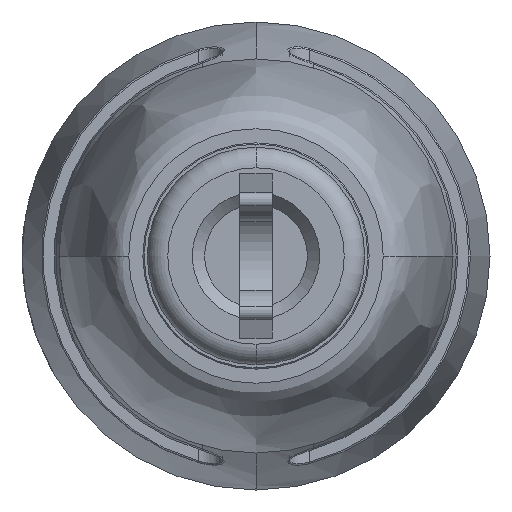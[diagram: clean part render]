
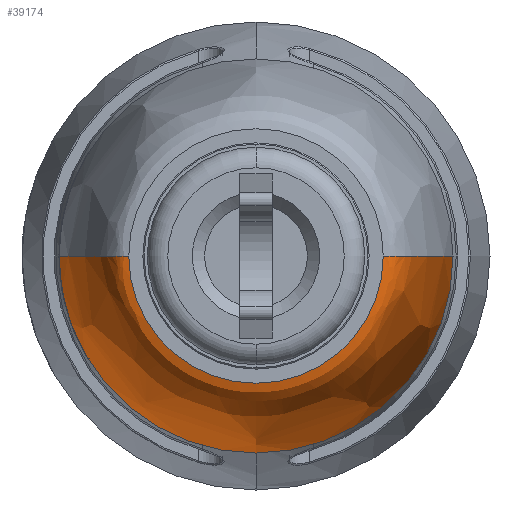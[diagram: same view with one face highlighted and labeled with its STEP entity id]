
A CAD part, left-side view. The second image highlights one B-rep face of the part: STEP entity #39174.
In plain terms, the highlighted free-form (B-spline) face has degree [3, 3] with [6, 4] control points.
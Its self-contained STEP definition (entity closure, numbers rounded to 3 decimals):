
#643 = CARTESIAN_POINT ( 'NONE',  ( 13.822, 4.8, 0. ) ) ;
#737 = CARTESIAN_POINT ( 'NONE',  ( 13.398, 4.8, 0. ) ) ;
#888 = CARTESIAN_POINT ( 'NONE',  ( 4.822, 3.71, -7.421 ) ) ;
#890 = CARTESIAN_POINT ( 'NONE',  ( 4.822, 3.1, 0. ) ) ;
#911 = CARTESIAN_POINT ( 'NONE',  ( 13.822, 0., 0. ) ) ;
#978 = AXIS2_PLACEMENT_3D ( 'NONE', #911, #23747, #4162 ) ;
#1496 = ORIENTED_EDGE ( 'NONE', *, *, #28818, .T. ) ;
#1642 = AXIS2_PLACEMENT_3D ( 'NONE', #27083, #7513, #30373 ) ;
#2053 = VERTEX_POINT ( 'NONE', #6196 ) ;
#2259 = CARTESIAN_POINT ( 'NONE',  ( 4.822, -3.1, 0. ) ) ;
#3485 = ORIENTED_EDGE ( 'NONE', *, *, #39664, .T. ) ;
#3860 = CARTESIAN_POINT ( 'NONE',  ( 13.822, 4.8, 0. ) ) ;
#3912 = CARTESIAN_POINT ( 'NONE',  ( 10.153, 4.759, 0. ) ) ;
#3995 = CARTESIAN_POINT ( 'NONE',  ( 13.398, -4.8, -9.6 ) ) ;
#4070 = EDGE_LOOP ( 'NONE', ( #3485, #1496, #20013, #36275, #6154 ) ) ;
#4127 = CARTESIAN_POINT ( 'NONE',  ( 4.822, -3.71, 0. ) ) ;
#4162 = DIRECTION ( 'NONE',  ( 0., 0., 1. ) ) ;
#4344 = EDGE_CURVE ( 'NONE', #6687, #16400, #11518, .T. ) ;
#6154 = ORIENTED_EDGE ( 'NONE', *, *, #4344, .T. ) ;
#6196 = CARTESIAN_POINT ( 'NONE',  ( 13.822, -4.8, 0. ) ) ;
#6687 = VERTEX_POINT ( 'NONE', #3860 ) ;
#7168 = CARTESIAN_POINT ( 'NONE',  ( 4.822, 3.71, 0. ) ) ;
#7258 = CARTESIAN_POINT ( 'NONE',  ( 10.153, 4.759, 0. ) ) ;
#7400 = CARTESIAN_POINT ( 'NONE',  ( 4.822, 3.1, -6.2 ) ) ;
#7513 = DIRECTION ( 'NONE',  ( -1., 0., 0. ) ) ;
#8707 = VERTEX_POINT ( 'NONE', #890 ) ;
#10473 = CARTESIAN_POINT ( 'NONE',  ( 13.822, 0., -4.8 ) ) ;
#10552 = EDGE_CURVE ( 'NONE', #8707, #27846, #30115, .T. ) ;
#10554 = CARTESIAN_POINT ( 'NONE',  ( 10.153, -4.759, -9.518 ) ) ;
#10690 = CARTESIAN_POINT ( 'NONE',  ( 4.822, -3.1, 0. ) ) ;
#11518 = CIRCLE ( 'NONE', #978, 4.8 ) ;
#11867 = CARTESIAN_POINT ( 'NONE',  ( 13.398, -4.8, 0. ) ) ;
#13861 = CARTESIAN_POINT ( 'NONE',  ( 6.753, 4.294, 0. ) ) ;
#16371 = CARTESIAN_POINT ( 'NONE',  ( 4.822, 0., 0. ) ) ;
#16400 = VERTEX_POINT ( 'NONE', #10473 ) ;
#17008 = CARTESIAN_POINT ( 'NONE',  ( 13.822, 4.8, -9.6 ) ) ;
#17153 = CARTESIAN_POINT ( 'NONE',  ( 6.753, -4.294, -8.588 ) ) ;
#18582 = CARTESIAN_POINT ( 'NONE',  ( 10.153, -4.759, 0. ) ) ;
#19232 =( BOUNDED_SURFACE ( )  B_SPLINE_SURFACE ( 3, 3, ( 
 ( #20177, #17008, #39820, #20326 ),
 ( #737, #23582, #3995, #26837 ),
 ( #7258, #30114, #10554, #33398 ),
 ( #13861, #36677, #17153, #39963 ),
 ( #20452, #888, #23725, #4127 ),
 ( #26981, #7400, #30256, #10690 ) ),
 .UNSPECIFIED., .F., .F., .T. ) 
 B_SPLINE_SURFACE_WITH_KNOTS ( ( 4, 1, 1, 4 ),
 ( 4, 4 ),
 ( 0., 0.429, 0.529, 1. ),
 ( 0., 1. ),
 .UNSPECIFIED. ) 
 GEOMETRIC_REPRESENTATION_ITEM ( )  RATIONAL_B_SPLINE_SURFACE ( (
 ( 1., 0.333, 0.333, 1.),
 ( 1., 0.333, 0.333, 1.),
 ( 1., 0.333, 0.333, 1.),
 ( 1., 0.333, 0.333, 1.),
 ( 1., 0.333, 0.333, 1.),
 ( 1., 0.333, 0.333, 1.) ) ) 
 REPRESENTATION_ITEM ( '' )  SURFACE ( )  );
#19664 = DIRECTION ( 'NONE',  ( 0., 0., 1. ) ) ;
#20013 = ORIENTED_EDGE ( 'NONE', *, *, #10552, .F. ) ;
#20177 = CARTESIAN_POINT ( 'NONE',  ( 13.822, 4.8, 0. ) ) ;
#20326 = CARTESIAN_POINT ( 'NONE',  ( 13.822, -4.8, 0. ) ) ;
#20452 = CARTESIAN_POINT ( 'NONE',  ( 4.822, 3.71, 0. ) ) ;
#21864 = CARTESIAN_POINT ( 'NONE',  ( 4.822, -3.71, 0. ) ) ;
#22689 = AXIS2_PLACEMENT_3D ( 'NONE', #16371, #39190, #19664 ) ;
#23582 = CARTESIAN_POINT ( 'NONE',  ( 13.398, 4.8, -9.6 ) ) ;
#23725 = CARTESIAN_POINT ( 'NONE',  ( 4.822, -3.71, -7.421 ) ) ;
#23747 = DIRECTION ( 'NONE',  ( -1., 0., 0. ) ) ;
#26744 = CARTESIAN_POINT ( 'NONE',  ( 6.753, 4.294, 0. ) ) ;
#26837 = CARTESIAN_POINT ( 'NONE',  ( 13.398, -4.8, 0. ) ) ;
#26981 = CARTESIAN_POINT ( 'NONE',  ( 4.822, 3.1, 0. ) ) ;
#27083 = CARTESIAN_POINT ( 'NONE',  ( 13.822, 0., 0. ) ) ;
#27112 = CIRCLE ( 'NONE', #1642, 4.8 ) ;
#27846 = VERTEX_POINT ( 'NONE', #36506 ) ;
#28818 = EDGE_CURVE ( 'NONE', #2053, #27846, #32809, .T. ) ;
#30023 = CARTESIAN_POINT ( 'NONE',  ( 4.822, 3.1, 0. ) ) ;
#30114 = CARTESIAN_POINT ( 'NONE',  ( 10.153, 4.759, -9.518 ) ) ;
#30115 = CIRCLE ( 'NONE', #22689, 3.1 ) ;
#30256 = CARTESIAN_POINT ( 'NONE',  ( 4.822, -3.1, -6.2 ) ) ;
#30373 = DIRECTION ( 'NONE',  ( 0., 0., 1. ) ) ;
#32809 = B_SPLINE_CURVE_WITH_KNOTS ( 'NONE', 3,
 ( #34832, #11867, #18582, #41370, #21864, #2259 ),
 .UNSPECIFIED., .F., .F.,
 ( 4, 1, 1, 4 ),
 ( 0., 0.429, 0.529, 1. ),
 .UNSPECIFIED. ) ;
#33159 = CARTESIAN_POINT ( 'NONE',  ( 13.398, 4.8, 0. ) ) ;
#33398 = CARTESIAN_POINT ( 'NONE',  ( 10.153, -4.759, 0. ) ) ;
#33924 = EDGE_CURVE ( 'NONE', #6687, #8707, #39145, .T. ) ;
#34832 = CARTESIAN_POINT ( 'NONE',  ( 13.822, -4.8, 0. ) ) ;
#35869 = FACE_OUTER_BOUND ( 'NONE', #4070, .T. ) ;
#36275 = ORIENTED_EDGE ( 'NONE', *, *, #33924, .F. ) ;
#36506 = CARTESIAN_POINT ( 'NONE',  ( 4.822, -3.1, 0. ) ) ;
#36677 = CARTESIAN_POINT ( 'NONE',  ( 6.753, 4.294, -8.588 ) ) ;
#39145 = B_SPLINE_CURVE_WITH_KNOTS ( 'NONE', 3,
 ( #643, #33159, #3912, #26744, #7168, #30023 ),
 .UNSPECIFIED., .F., .F.,
 ( 4, 1, 1, 4 ),
 ( 0., 0.429, 0.529, 1. ),
 .UNSPECIFIED. ) ;
#39174 = ADVANCED_FACE ( 'NONE', ( #35869 ), #19232, .F. ) ;
#39190 = DIRECTION ( 'NONE',  ( -1., 0., 0. ) ) ;
#39664 = EDGE_CURVE ( 'NONE', #16400, #2053, #27112, .T. ) ;
#39820 = CARTESIAN_POINT ( 'NONE',  ( 13.822, -4.8, -9.6 ) ) ;
#39963 = CARTESIAN_POINT ( 'NONE',  ( 6.753, -4.294, 0. ) ) ;
#41370 = CARTESIAN_POINT ( 'NONE',  ( 6.753, -4.294, 0. ) ) ;
